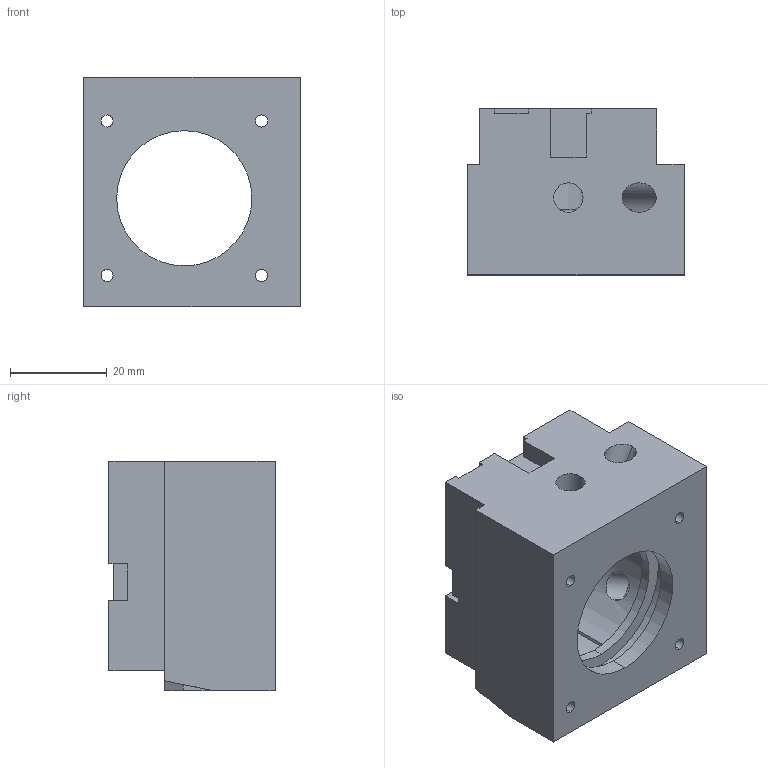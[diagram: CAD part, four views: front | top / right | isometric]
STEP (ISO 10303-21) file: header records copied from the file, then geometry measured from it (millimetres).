
FILE_DESCRIPTION (( 'STEP AP214' ), '1' );
FILE_NAME ('MW-2006-007-5A.STEP', '2020-09-14T11:53:52', ( '' ), ( '' ), 'SwSTEP 2.0', 'SolidWorks 2019', '' );
FILE_SCHEMA (( 'AUTOMOTIVE_DESIGN' ));
Length unit declared in the file: millimetre
Products named in the file (1): MW-2006-007-5A
Bounding box: 44.83 x 34.4 x 47.43 mm (x, y, z)
Volume: 37210.2 mm3; surface area: 14815.6 mm2
Topology: 1 solids, 1 shells, 93 faces, 259 edges, 170 vertices
Faces by surface type: plane 58, cylinder 35
Entity records: 3310 total; most frequent: CARTESIAN_POINT 871, ORIENTED_EDGE 518, DIRECTION 466, EDGE_CURVE 259, VECTOR 180, LINE 180, VERTEX_POINT 170, AXIS2_PLACEMENT_3D 143
